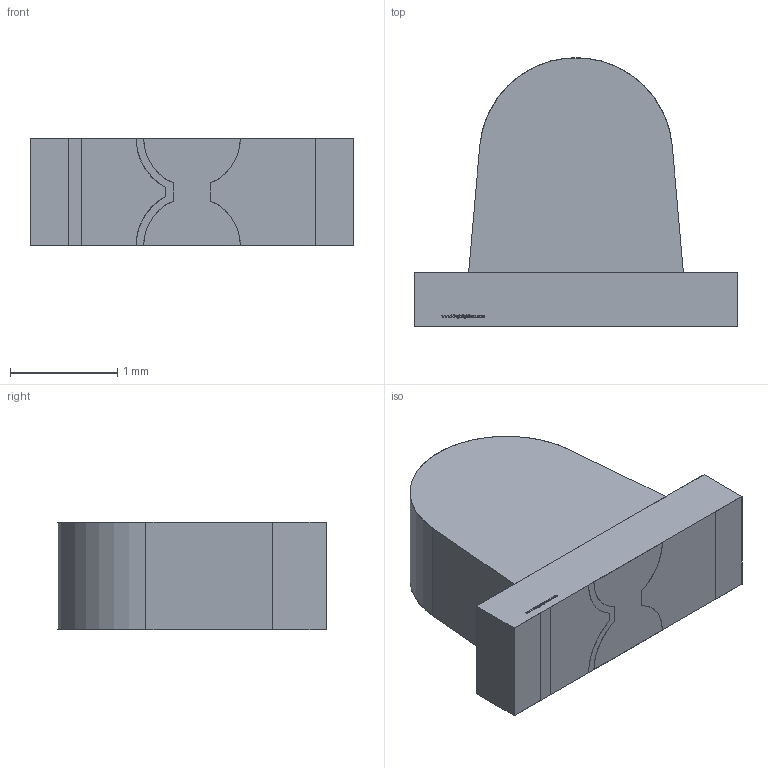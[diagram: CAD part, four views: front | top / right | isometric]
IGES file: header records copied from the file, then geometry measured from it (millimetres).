
Start section: SolidWorks IGES file using analytic representation for surfaces
Global section: file name: APPA3010.IGS; native system: SolidWorks 2012; preprocessor: SolidWorks 2012; author: FrankH; date: 161005.093633; units: millimetre
Bounding box: 3 x 2.5 x 1 mm (x, y, z)
Surface area: 29.2 mm2 (no closed solid volume)
Topology: 0 solids, 0 shells, 347 faces, 1949 edges, 1949 vertices
Faces by surface type: bspline 340, revolution 7
